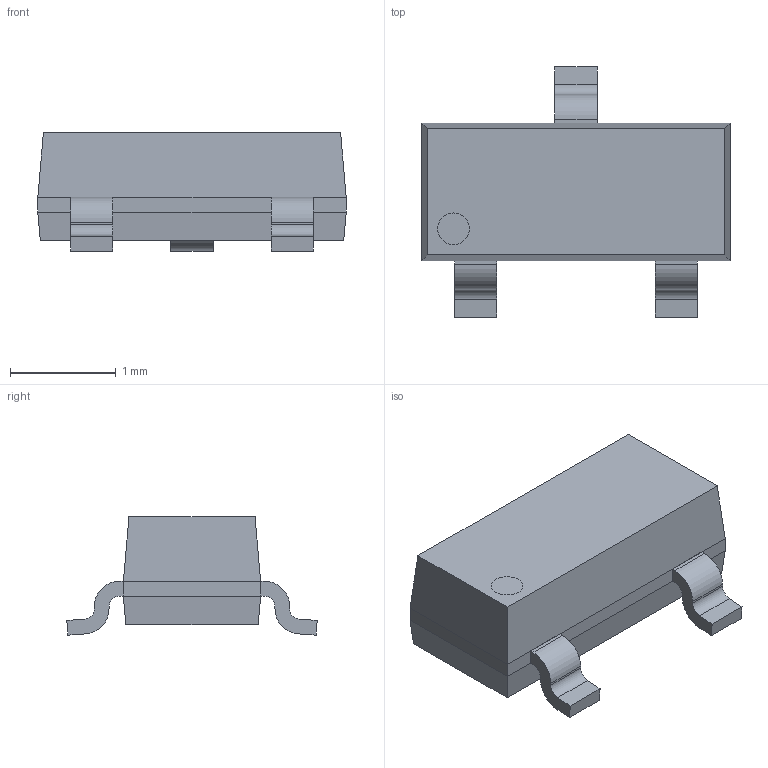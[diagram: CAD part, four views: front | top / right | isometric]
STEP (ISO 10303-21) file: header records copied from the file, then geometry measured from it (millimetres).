
FILE_DESCRIPTION(/* description */ (''),/* implementation_level */ '2;1');
FILE_NAME(/* name */ 'SOT23 v4.step',/* time_stamp */ '2022-10-28T10:54:37+01:00',/* author */ (''),/* organization */ (''),/* preprocessor_version */ 'ST-DEVELOPER v19.2',/* originating_system */ 'Autodesk Translation Framework v11.17.0.187',/* authorisation */ '');
FILE_SCHEMA (('AUTOMOTIVE_DESIGN { 1 0 10303 214 3 1 1 }'));
Length unit declared in the file: millimetre
Products named in the file (2): SOT23; SOT23_1
Assembly tree (1 placements, depth 2):
  SOT23
    SOT23_1
Bounding box: 2.92 x 2.37 x 1.12 mm (x, y, z)
Volume: 3.8 mm3; surface area: 18.5 mm2
Topology: 5 solids, 5 shells, 61 faces, 142 edges, 92 vertices
Faces by surface type: plane 47, cylinder 14
Full cylindrical faces by diameter (mm): 0.3 x2
Entity records: 1783 total; most frequent: DIRECTION 298, CARTESIAN_POINT 298, ORIENTED_EDGE 284, EDGE_CURVE 142, LINE 114, VECTOR 114, VERTEX_POINT 92, AXIS2_PLACEMENT_3D 92
